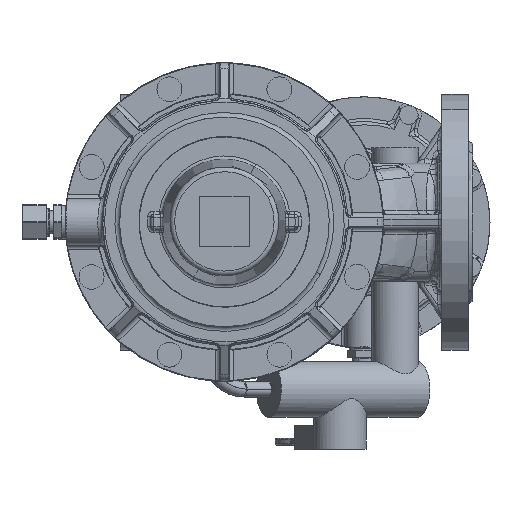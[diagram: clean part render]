
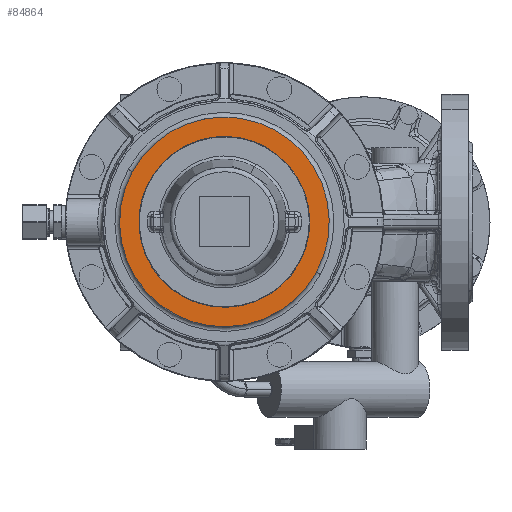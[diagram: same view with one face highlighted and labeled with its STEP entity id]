
A CAD part, top view. The second image highlights one B-rep face of the part: STEP entity #84864.
In plain terms, the highlighted planar face has unit normal (0, 0, 1).
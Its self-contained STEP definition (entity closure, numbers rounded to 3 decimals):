
#84708=CARTESIAN_POINT('Vertex',(59.237,-32.361,179.)) ;
#84711=CARTESIAN_POINT('Axis2P3D Location',(0.,0.,179.)) ;
#84715=CARTESIAN_POINT('Vertex',(-59.237,32.361,179.)) ;
#84735=CARTESIAN_POINT('Axis2P3D Location',(0.,0.,179.)) ;
#84829=CARTESIAN_POINT('Axis2P3D Location',(10.,0.,179.)) ;
#84838=CARTESIAN_POINT('Axis2P3D Location',(0.,0.,179.)) ;
#84842=CARTESIAN_POINT('Vertex',(-26.129,-47.828,179.)) ;
#84844=CARTESIAN_POINT('Vertex',(20.212,50.613,179.)) ;
#84847=CARTESIAN_POINT('Axis2P3D Location',(0.,0.,179.)) ;
#84851=CARTESIAN_POINT('Vertex',(26.129,47.828,179.)) ;
#84854=CARTESIAN_POINT('Axis2P3D Location',(0.,0.,179.)) ;
#84712=DIRECTION('Axis2P3D Direction',(0.,-0.,-1.)) ;
#84736=DIRECTION('Axis2P3D Direction',(0.,0.,-1.)) ;
#84830=DIRECTION('Axis2P3D Direction',(0.,-0.,-1.)) ;
#84831=DIRECTION('Axis2P3D XDirection',(1.,0.,0.)) ;
#84839=DIRECTION('Axis2P3D Direction',(0.,-0.,-1.)) ;
#84848=DIRECTION('Axis2P3D Direction',(0.,-0.,-1.)) ;
#84855=DIRECTION('Axis2P3D Direction',(0.,-0.,-1.)) ;
#84713=AXIS2_PLACEMENT_3D('Circle Axis2P3D',#84711,#84712,$) ;
#84737=AXIS2_PLACEMENT_3D('Circle Axis2P3D',#84735,#84736,$) ;
#84832=AXIS2_PLACEMENT_3D('Plane Axis2P3D',#84829,#84830,#84831) ;
#84840=AXIS2_PLACEMENT_3D('Circle Axis2P3D',#84838,#84839,$) ;
#84849=AXIS2_PLACEMENT_3D('Circle Axis2P3D',#84847,#84848,$) ;
#84856=AXIS2_PLACEMENT_3D('Circle Axis2P3D',#84854,#84855,$) ;
#84835=ORIENTED_EDGE('',*,*,#84717,.F.) ;
#84836=ORIENTED_EDGE('',*,*,#84739,.F.) ;
#84860=ORIENTED_EDGE('',*,*,#84846,.T.) ;
#84861=ORIENTED_EDGE('',*,*,#84853,.T.) ;
#84862=ORIENTED_EDGE('',*,*,#84858,.T.) ;
#84863=FACE_BOUND('',#84859,.T.) ;
#84864=ADVANCED_FACE('Brep With Voids',(#84837,#84863),#84833,.F.) ;
#84714=CIRCLE('generated circle',#84713,67.5) ;
#84738=CIRCLE('generated circle',#84737,67.5) ;
#84841=CIRCLE('generated circle',#84840,54.5) ;
#84850=CIRCLE('generated circle',#84849,54.5) ;
#84857=CIRCLE('generated circle',#84856,54.5) ;
#84717=EDGE_CURVE('',#84709,#84716,#84714,.T.) ;
#84739=EDGE_CURVE('',#84716,#84709,#84738,.T.) ;
#84846=EDGE_CURVE('',#84843,#84845,#84841,.T.) ;
#84853=EDGE_CURVE('',#84845,#84852,#84850,.T.) ;
#84858=EDGE_CURVE('',#84852,#84843,#84857,.T.) ;
#84834=EDGE_LOOP('',(#84835,#84836)) ;
#84859=EDGE_LOOP('',(#84860,#84861,#84862)) ;
#84837=FACE_OUTER_BOUND('',#84834,.T.) ;
#84833=PLANE('Plane',#84832) ;
#84709=VERTEX_POINT('',#84708) ;
#84716=VERTEX_POINT('',#84715) ;
#84843=VERTEX_POINT('',#84842) ;
#84845=VERTEX_POINT('',#84844) ;
#84852=VERTEX_POINT('',#84851) ;
